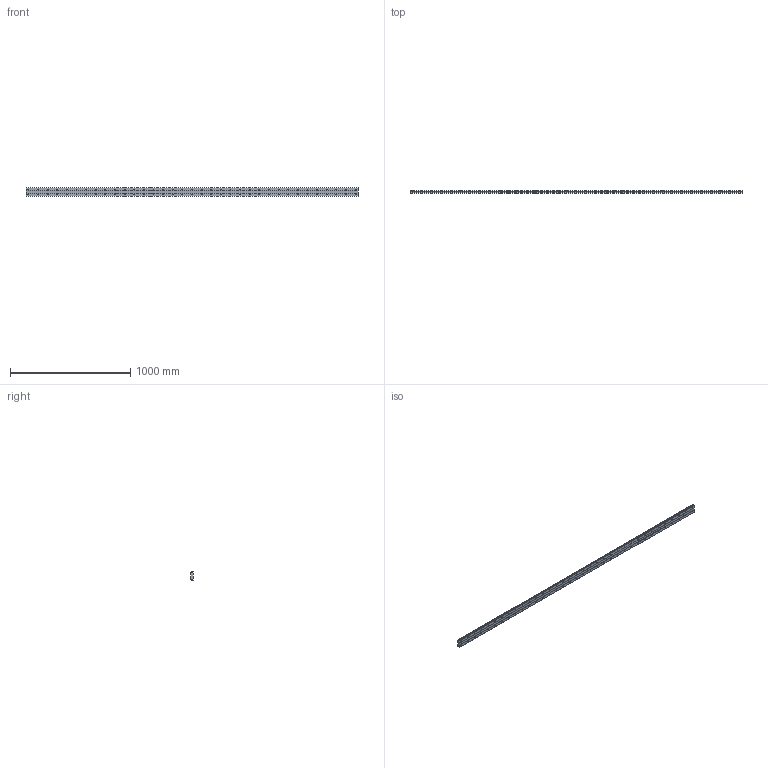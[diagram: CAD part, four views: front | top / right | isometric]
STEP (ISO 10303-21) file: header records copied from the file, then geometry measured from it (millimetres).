
FILE_DESCRIPTION (( 'STEP AP214' ), '1' );
FILE_NAME ('HRW35CA1SS-2760L_G20_0_B-M6F_1326-7_0_0_0_1.STEP', '2021-07-07T10:11:20', ( '' ), ( '' ), 'SwSTEP 2.0', 'SolidWorks 2021', '' );
FILE_SCHEMA (( 'AUTOMOTIVE_DESIGN' ));
Length unit declared in the file: millimetre
Products named in the file (2): _HRW35CA276020 Track; HRW35CA1SS-2760L_G20_0_B-M6F_1326-7_0_0_0_1
Assembly tree (1 placements, depth 2):
  HRW35CA1SS-2760L_G20_0_B-M6F_1326-7_0_0_0_1
    _HRW35CA276020 Track
Bounding box: 2760 x 19 x 69 mm (x, y, z)
Volume: 3220590.8 mm3; surface area: 537764.4 mm2
Topology: 1 solids, 1 shells, 382 faces, 930 edges, 620 vertices
Faces by surface type: cylinder 284, plane 98
Entity records: 11868 total; most frequent: DIRECTION 2270, CARTESIAN_POINT 1936, ORIENTED_EDGE 1860, AXIS2_PLACEMENT_3D 954, EDGE_CURVE 930, VERTEX_POINT 620, EDGE_LOOP 592, CIRCLE 568
